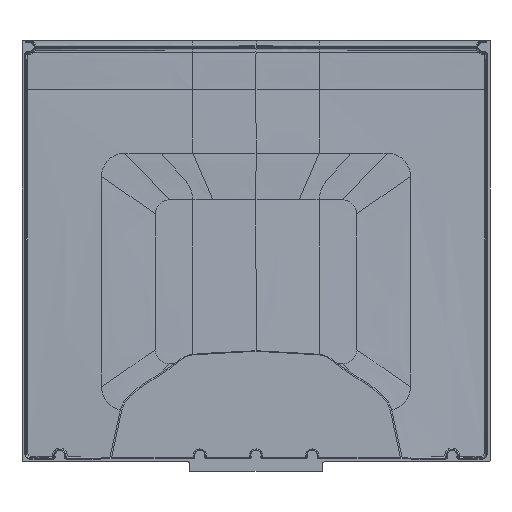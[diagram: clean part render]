
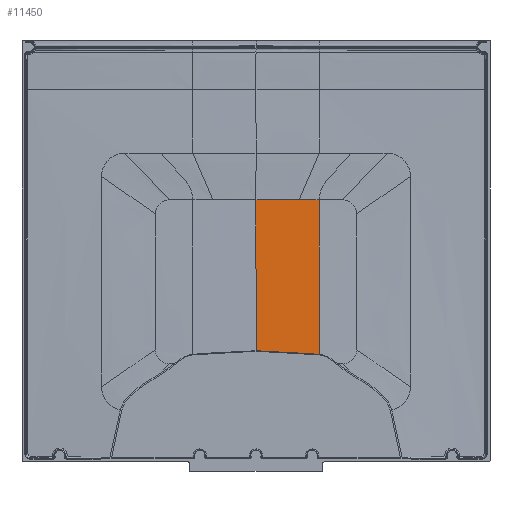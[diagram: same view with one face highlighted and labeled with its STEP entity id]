
A CAD part, front view. The second image highlights one B-rep face of the part: STEP entity #11450.
In plain terms, the highlighted free-form (B-spline) face has degree [3, 3] with [4, 4] control points.
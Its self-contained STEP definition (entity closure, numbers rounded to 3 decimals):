
#2715=CARTESIAN_POINT('',(134.919,-28.988,229.801));
#2717=CARTESIAN_POINT('',(134.919,-28.988,229.801));
#2718=CARTESIAN_POINT('',(134.921,-26.547,339.872));
#2719=CARTESIAN_POINT('',(134.928,-24.081,449.938));
#2720=CARTESIAN_POINT('',(134.917,-21.711,560.));
#2722=CARTESIAN_POINT('',(134.919,-28.988,229.801));
#2723=CARTESIAN_POINT('',(126.85,-28.988,230.628));
#2724=CARTESIAN_POINT('',(111.045,-28.988,232.149));
#2725=CARTESIAN_POINT('',(88.847,-28.988,233.986));
#2726=CARTESIAN_POINT('',(66.631,-28.989,235.492));
#2727=CARTESIAN_POINT('',(44.245,-28.989,236.621));
#2728=CARTESIAN_POINT('',(21.901,-28.989,237.318));
#2729=CARTESIAN_POINT('',(7.269,-28.989,237.473));
#2730=CARTESIAN_POINT('',(0.,-28.989,
237.473));
#2732=CARTESIAN_POINT('',(0.,-28.989,
237.473));
#2733=CARTESIAN_POINT('',(0.,-26.719,
344.982));
#2734=CARTESIAN_POINT('',(0.,-24.448,
452.491));
#2735=CARTESIAN_POINT('',(0.,-22.178,
560.001));
#3666=CARTESIAN_POINT('',(92.231,-21.953,560.));
#3667=CARTESIAN_POINT('',(84.572,-21.989,560.));
#3668=CARTESIAN_POINT('',(69.251,-22.053,560.));
#3669=CARTESIAN_POINT('',(46.189,-22.124,560.));
#3670=CARTESIAN_POINT('',(23.078,-22.168,560.));
#3671=CARTESIAN_POINT('',(7.686,-22.178,560.001));
#3672=CARTESIAN_POINT('',(0.,-22.178,
560.001));
#3737=CARTESIAN_POINT('',(134.917,-21.711,560.));
#3738=CARTESIAN_POINT('',(131.405,-21.734,560.));
#3739=CARTESIAN_POINT('',(124.343,-21.779,560.));
#3740=CARTESIAN_POINT('',(113.661,-21.842,560.));
#3741=CARTESIAN_POINT('',(102.942,-21.9,560.));
#3742=CARTESIAN_POINT('',(95.8,-21.936,560.));
#3743=CARTESIAN_POINT('',(92.231,-21.953,560.));
#3756=CARTESIAN_POINT('',(134.917,-21.711,560.));
#5357=VERTEX_POINT('',#2732);
#5358=VERTEX_POINT('',#2735);
#5486=VERTEX_POINT('',#3756);
#5487=VERTEX_POINT('',#3743);
#5561=VERTEX_POINT('',#2715);
#11423=CARTESIAN_POINT('',(136.266,-21.631,
563.302));
#11424=CARTESIAN_POINT('',(89.955,-21.938,
563.301));
#11425=CARTESIAN_POINT('',(43.628,-22.116,
563.303));
#11426=CARTESIAN_POINT('',(-2.698,-22.108,
563.303));
#11427=CARTESIAN_POINT('',(136.278,-24.047,
451.039));
#11428=CARTESIAN_POINT('',(89.963,-24.325,
451.033));
#11429=CARTESIAN_POINT('',(43.632,-24.485,
451.031));
#11430=CARTESIAN_POINT('',(-2.699,-24.479,
451.031));
#11431=CARTESIAN_POINT('',(136.27,-26.567,
338.772));
#11432=CARTESIAN_POINT('',(89.955,-26.749,
338.763));
#11433=CARTESIAN_POINT('',(43.628,-26.854,
338.759));
#11434=CARTESIAN_POINT('',(-2.699,-26.85,
338.759));
#11435=CARTESIAN_POINT('',(136.268,-29.058,
226.5));
#11436=CARTESIAN_POINT('',(89.952,-29.163,
226.491));
#11437=CARTESIAN_POINT('',(43.627,-29.223,
226.487));
#11438=CARTESIAN_POINT('',(-2.698,-29.221,
226.487));
#11439=B_SPLINE_SURFACE_WITH_KNOTS('',3,3,((#11423,#11424,#11425,#11426),
(#11427,#11428,#11429,#11430),(#11431,#11432,#11433,#11434),(#11435,#11436,
#11437,#11438)),.UNSPECIFIED.,.F.,.F.,.F.,(4,4),(4,4),(0.374,
0.749),(0.364,0.503),.UNSPECIFIED.);
#11441=ORIENTED_EDGE('',*,*,#11440,.T.);
#11443=ORIENTED_EDGE('',*,*,#11442,.F.);
#11445=ORIENTED_EDGE('',*,*,#11444,.F.);
#11446=ORIENTED_EDGE('',*,*,#11411,.F.);
#11447=ORIENTED_EDGE('',*,*,#9443,.T.);
#11448=EDGE_LOOP('',(#11441,#11443,#11445,#11446,#11447));
#11449=FACE_OUTER_BOUND('',#11448,.F.);
#11450=ADVANCED_FACE('',(#11449),#11439,.F.);
#2721=B_SPLINE_CURVE_WITH_KNOTS('',3,(#2717,#2718,#2719,#2720),.UNSPECIFIED.,
.F.,.F.,(4,4),(0.,1.),.UNSPECIFIED.);
#2731=B_SPLINE_CURVE_WITH_KNOTS('',3,(#2722,#2723,#2724,#2725,#2726,#2727,#2728,
#2729,#2730),.UNSPECIFIED.,.F.,.F.,(4,1,1,1,1,1,4),(0.,0.167,
0.333,0.5,0.667,0.833,1.),
.UNSPECIFIED.);
#2736=B_SPLINE_CURVE_WITH_KNOTS('',3,(#2732,#2733,#2734,#2735),.UNSPECIFIED.,
.F.,.F.,(4,4),(0.,1.),.UNSPECIFIED.);
#3673=B_SPLINE_CURVE_WITH_KNOTS('',3,(#3666,#3667,#3668,#3669,#3670,#3671,
#3672),.UNSPECIFIED.,.F.,.F.,(4,1,1,1,4),(0.,0.25,
0.5,0.75,1.),.UNSPECIFIED.);
#3744=B_SPLINE_CURVE_WITH_KNOTS('',3,(#3737,#3738,#3739,#3740,#3741,#3742,
#3743),.UNSPECIFIED.,.F.,.F.,(4,1,1,1,4),(0.,0.25,
0.5,0.75,1.),.UNSPECIFIED.);
#9443=EDGE_CURVE('',#5561,#5357,#2731,.T.);
#11411=EDGE_CURVE('',#5561,#5486,#2721,.T.);
#11440=EDGE_CURVE('',#5357,#5358,#2736,.T.);
#11442=EDGE_CURVE('',#5487,#5358,#3673,.T.);
#11444=EDGE_CURVE('',#5486,#5487,#3744,.T.);
